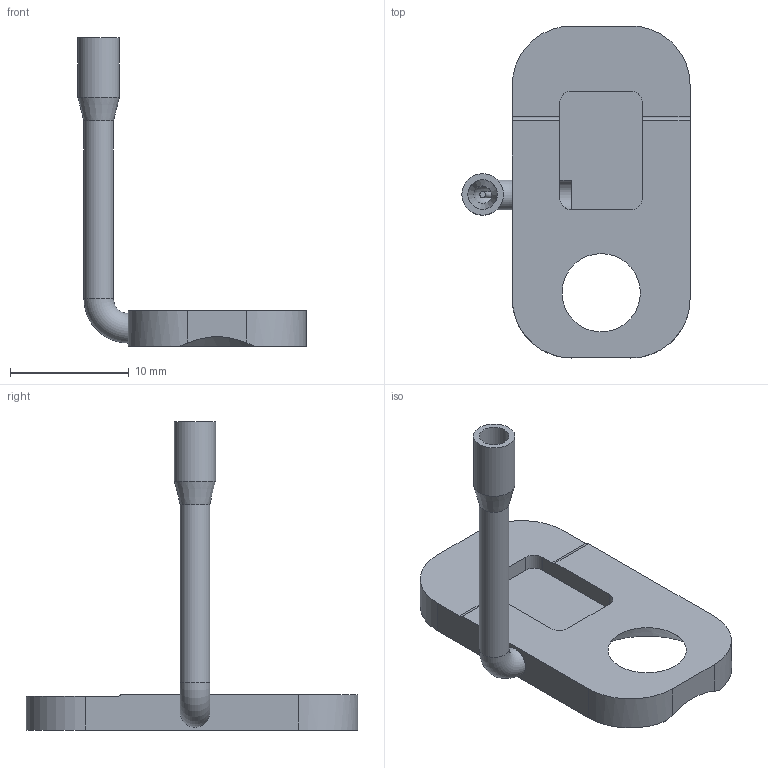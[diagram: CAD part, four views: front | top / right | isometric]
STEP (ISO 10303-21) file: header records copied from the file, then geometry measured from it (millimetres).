
FILE_DESCRIPTION(/* description */ (''),/* implementation_level */ '2;1');
FILE_NAME(/* name */ 'Assemblage tube + capteur.step',/* time_stamp */ '2020-04-09T17:01:08+02:00',/* author */ (''),/* organization */ (''),/* preprocessor_version */ 'ST-DEVELOPER v18',/* originating_system */ 'Autodesk Translation Framework v8.12.0.6',/* authorisation */ '');
FILE_SCHEMA (('AUTOMOTIVE_DESIGN { 1 0 10303 214 3 1 1 }'));
Length unit declared in the file: millimetre
Products named in the file (5): Assemblage tube + capteur; Capteur V2; Tube pour fil long; Fil électrique; Tube
Assembly tree (4 placements, depth 3):
  Assemblage tube + capteur
    Capteur V2
    Tube pour fil long
      Fil électrique
      Tube
Bounding box: 19.25 x 28 x 26 mm (x, y, z)
Volume: 941.7 mm3; surface area: 1532.3 mm2
Topology: 3 solids, 3 shells, 42 faces, 115 edges, 77 vertices
Faces by surface type: cylinder 19, plane 17, cone 3, torus 3
Full cylindrical faces by diameter (mm): 0.5 x2, 1.5 x2, 2.5 x4, 3.5 x1
Entity records: 1538 total; most frequent: DIRECTION 271, CARTESIAN_POINT 262, ORIENTED_EDGE 230, EDGE_CURVE 115, AXIS2_PLACEMENT_3D 109, VERTEX_POINT 77, CIRCLE 58, LINE 53
